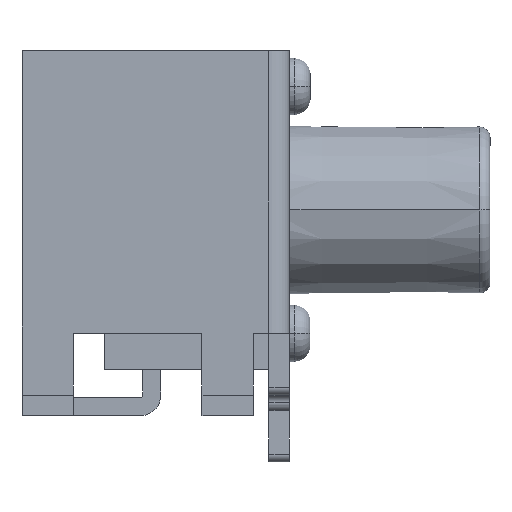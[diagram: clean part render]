
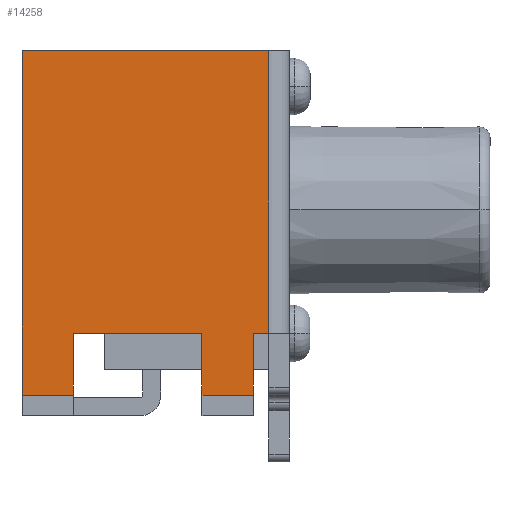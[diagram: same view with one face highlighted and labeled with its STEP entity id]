
A CAD part, left-side view. The second image highlights one B-rep face of the part: STEP entity #14258.
In plain terms, the highlighted planar face has unit normal (-1, 0, 0).
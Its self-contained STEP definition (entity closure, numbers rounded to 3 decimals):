
#288 = VERTEX_POINT ( 'NONE', #14188 ) ;
#869 = PLANE ( 'NONE',  #5999 ) ;
#943 = EDGE_CURVE ( 'NONE', #11687, #288, #8045, .T. ) ;
#974 = DIRECTION ( 'NONE',  ( 0., 0., 1. ) ) ;
#1114 = ORIENTED_EDGE ( 'NONE', *, *, #2075, .F. ) ;
#1125 = CARTESIAN_POINT ( 'NONE',  ( -3.75, 3.8, -2.4 ) ) ;
#1170 = CARTESIAN_POINT ( 'NONE',  ( -3.75, 0., 3.1 ) ) ;
#1273 = ORIENTED_EDGE ( 'NONE', *, *, #4538, .F. ) ;
#1374 = VECTOR ( 'NONE', #12641, 1000. ) ;
#1941 = VECTOR ( 'NONE', #9395, 1000. ) ;
#1950 = CARTESIAN_POINT ( 'NONE',  ( -3.75, 0.3, -2.4 ) ) ;
#1959 = ORIENTED_EDGE ( 'NONE', *, *, #13479, .F. ) ;
#2075 = EDGE_CURVE ( 'NONE', #3998, #6735, #15375, .T. ) ;
#2416 = CARTESIAN_POINT ( 'NONE',  ( -3.75, 0.3, -2.4 ) ) ;
#2538 = EDGE_CURVE ( 'NONE', #10401, #4370, #8852, .T. ) ;
#2904 = VERTEX_POINT ( 'NONE', #1950 ) ;
#2921 = CARTESIAN_POINT ( 'NONE',  ( -3.75, 0., -2.4 ) ) ;
#2933 = DIRECTION ( 'NONE',  ( 0., 0., 1. ) ) ;
#3087 = ORIENTED_EDGE ( 'NONE', *, *, #2538, .F. ) ;
#3112 = CARTESIAN_POINT ( 'NONE',  ( -3.75, 0.3, -3.6 ) ) ;
#3697 = DIRECTION ( 'NONE',  ( 0., 0., -1. ) ) ;
#3702 = VECTOR ( 'NONE', #11674, 1000. ) ;
#3998 = VERTEX_POINT ( 'NONE', #11494 ) ;
#4250 = LINE ( 'NONE', #6645, #14231 ) ;
#4370 = VERTEX_POINT ( 'NONE', #1125 ) ;
#4465 = DIRECTION ( 'NONE',  ( 0., 1., 0. ) ) ;
#4538 = EDGE_CURVE ( 'NONE', #4370, #12242, #8074, .T. ) ;
#4625 = ORIENTED_EDGE ( 'NONE', *, *, #5898, .F. ) ;
#4953 = ORIENTED_EDGE ( 'NONE', *, *, #943, .T. ) ;
#5064 = CARTESIAN_POINT ( 'NONE',  ( -3.75, 0., -2.4 ) ) ;
#5379 = CARTESIAN_POINT ( 'NONE',  ( -3.75, 1.3, -2.4 ) ) ;
#5898 = EDGE_CURVE ( 'NONE', #12242, #14389, #4250, .T. ) ;
#5918 = CARTESIAN_POINT ( 'NONE',  ( -3.75, 4.8, -3.6 ) ) ;
#5999 = AXIS2_PLACEMENT_3D ( 'NONE', #7590, #6655, #6580 ) ;
#6131 = CARTESIAN_POINT ( 'NONE',  ( -3.75, 3.8, -3.6 ) ) ;
#6580 = DIRECTION ( 'NONE',  ( 0., 1., 0. ) ) ;
#6645 = CARTESIAN_POINT ( 'NONE',  ( -3.75, 3.8, -3.6 ) ) ;
#6655 = DIRECTION ( 'NONE',  ( 1., 0., 0. ) ) ;
#6735 = VERTEX_POINT ( 'NONE', #8620 ) ;
#6764 = CARTESIAN_POINT ( 'NONE',  ( -3.75, 4.8, -2.4 ) ) ;
#7052 = EDGE_CURVE ( 'NONE', #2904, #3998, #12281, .T. ) ;
#7435 = DIRECTION ( 'NONE',  ( 0., 1., 0. ) ) ;
#7590 = CARTESIAN_POINT ( 'NONE',  ( -3.75, 0., -2.4 ) ) ;
#7990 = VECTOR ( 'NONE', #7435, 1000. ) ;
#8045 = LINE ( 'NONE', #15239, #1941 ) ;
#8069 = ORIENTED_EDGE ( 'NONE', *, *, #15140, .T. ) ;
#8074 = LINE ( 'NONE', #14896, #13555 ) ;
#8197 = EDGE_CURVE ( 'NONE', #12954, #11687, #13967, .T. ) ;
#8620 = CARTESIAN_POINT ( 'NONE',  ( -3.75, 1.3, -3.6 ) ) ;
#8626 = VECTOR ( 'NONE', #3697, 1000. ) ;
#8852 = LINE ( 'NONE', #5064, #7990 ) ;
#8898 = CARTESIAN_POINT ( 'NONE',  ( -3.75, 0., -2.4 ) ) ;
#9095 = LINE ( 'NONE', #2921, #1374 ) ;
#9395 = DIRECTION ( 'NONE',  ( 0., 1., 0. ) ) ;
#9512 = FACE_OUTER_BOUND ( 'NONE', #11570, .T. ) ;
#9575 = VECTOR ( 'NONE', #2933, 1000. ) ;
#9703 = CARTESIAN_POINT ( 'NONE',  ( -3.75, 0., -2.4 ) ) ;
#10187 = LINE ( 'NONE', #6764, #9575 ) ;
#10219 = DIRECTION ( 'NONE',  ( 0., 1., 0. ) ) ;
#10401 = VERTEX_POINT ( 'NONE', #15038 ) ;
#11098 = VECTOR ( 'NONE', #974, 1000. ) ;
#11250 = ORIENTED_EDGE ( 'NONE', *, *, #7052, .F. ) ;
#11494 = CARTESIAN_POINT ( 'NONE',  ( -3.75, 0.3, -3.6 ) ) ;
#11509 = LINE ( 'NONE', #5379, #3702 ) ;
#11529 = EDGE_CURVE ( 'NONE', #14389, #288, #10187, .T. ) ;
#11570 = EDGE_LOOP ( 'NONE', ( #4953, #11966, #4625, #1273, #3087, #8069, #1114, #11250, #1959, #15594 ) ) ;
#11674 = DIRECTION ( 'NONE',  ( 0., 0., -1. ) ) ;
#11687 = VERTEX_POINT ( 'NONE', #1170 ) ;
#11966 = ORIENTED_EDGE ( 'NONE', *, *, #11529, .F. ) ;
#12242 = VERTEX_POINT ( 'NONE', #6131 ) ;
#12281 = LINE ( 'NONE', #2416, #8626 ) ;
#12641 = DIRECTION ( 'NONE',  ( 0., 1., 0. ) ) ;
#12954 = VERTEX_POINT ( 'NONE', #9703 ) ;
#13479 = EDGE_CURVE ( 'NONE', #12954, #2904, #9095, .T. ) ;
#13555 = VECTOR ( 'NONE', #13707, 1000. ) ;
#13707 = DIRECTION ( 'NONE',  ( 0., 0., -1. ) ) ;
#13967 = LINE ( 'NONE', #8898, #11098 ) ;
#14188 = CARTESIAN_POINT ( 'NONE',  ( -3.75, 4.8, 3.1 ) ) ;
#14231 = VECTOR ( 'NONE', #10219, 1000. ) ;
#14258 = ADVANCED_FACE ( 'NONE', ( #9512 ), #869, .F. ) ;
#14389 = VERTEX_POINT ( 'NONE', #5918 ) ;
#14896 = CARTESIAN_POINT ( 'NONE',  ( -3.75, 3.8, -2.4 ) ) ;
#15038 = CARTESIAN_POINT ( 'NONE',  ( -3.75, 1.3, -2.4 ) ) ;
#15140 = EDGE_CURVE ( 'NONE', #10401, #6735, #11509, .T. ) ;
#15239 = CARTESIAN_POINT ( 'NONE',  ( -3.75, 0., 3.1 ) ) ;
#15375 = LINE ( 'NONE', #3112, #15530 ) ;
#15530 = VECTOR ( 'NONE', #4465, 1000. ) ;
#15594 = ORIENTED_EDGE ( 'NONE', *, *, #8197, .T. ) ;
